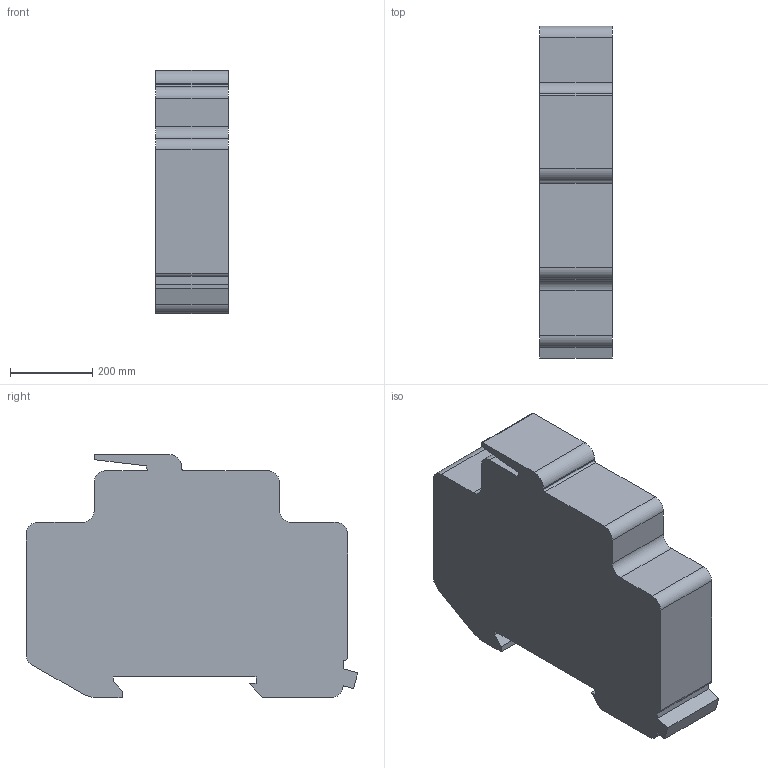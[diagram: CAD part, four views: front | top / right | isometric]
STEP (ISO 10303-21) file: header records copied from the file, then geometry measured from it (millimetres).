
FILE_DESCRIPTION((' '),'2;1');
FILE_NAME('FH8-1PC30.stp','2012-09-05T09:00:46',(' '),(' '),' ','ACIS',' ');
FILE_SCHEMA(('CONFIG_CONTROL_DESIGN'));
Length unit declared in the file: millimetre
Products named in the file (1): FH8-1PC30.stp
Bounding box: 175 x 805 x 590 mm (x, y, z)
Volume: 64715279.9 mm3; surface area: 1265897.6 mm2
Topology: 1 solids, 1 shells, 45 faces, 129 edges, 86 vertices
Faces by surface type: plane 31, cylinder 14
Entity records: 1578 total; most frequent: CARTESIAN_POINT 261, ORIENTED_EDGE 258, DIRECTION 249, EDGE_CURVE 129, VECTOR 101, LINE 101, VERTEX_POINT 86, AXIS2_PLACEMENT_3D 74
